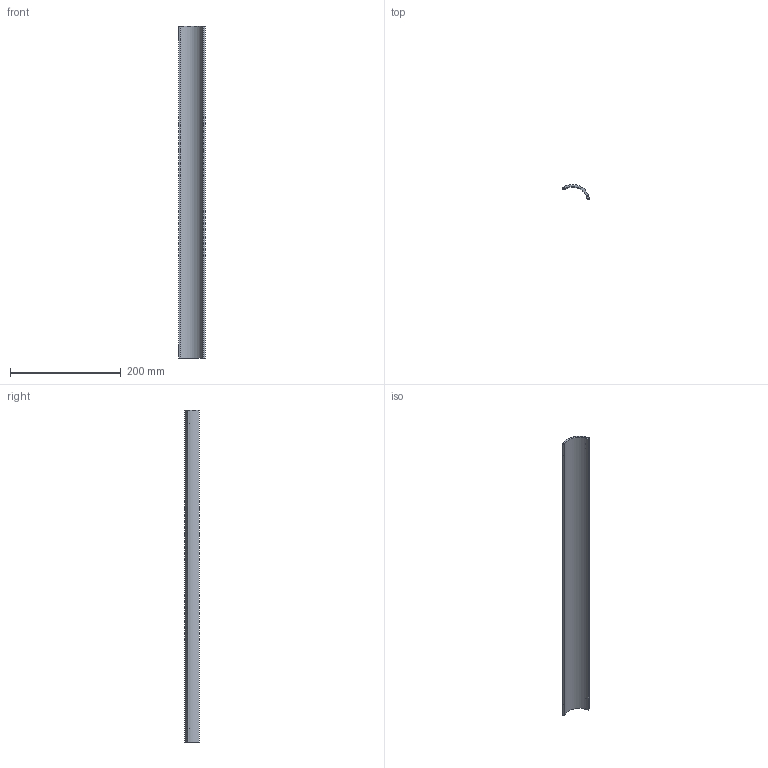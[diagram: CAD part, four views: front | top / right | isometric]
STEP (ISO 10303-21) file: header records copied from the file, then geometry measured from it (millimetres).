
FILE_DESCRIPTION(('FreeCAD Model'),'2;1');
FILE_NAME('pale_troncon3.step', '2019-02-25T16:10:42',('Author'),(''), 'Open CASCADE STEP processor 7.3','FreeCAD','Unknown');
FILE_SCHEMA(('AUTOMOTIVE_DESIGN { 1 0 10303 214 1 1 1 1 }'));
Length unit declared in the file: millimetre
Products named in the file (1): pale_troncon3
Bounding box: 48.51 x 26.15 x 600 mm (x, y, z)
Volume: 140781.7 mm3; surface area: 76565.5 mm2
Topology: 1 solids, 1 shells, 14 faces, 32 edges, 20 vertices
Faces by surface type: cylinder 7, cone 4, plane 3
Full cylindrical faces by diameter (mm): 3.3 x4
Entity records: 769 total; most frequent: CARTESIAN_POINT 131, DIRECTION 126, LINE 60, VECTOR 60, ORIENTED_EDGE 56, PCURVE 56, DEFINITIONAL_REPRESENTATION 56, AXIS2_PLACEMENT_3D 29
